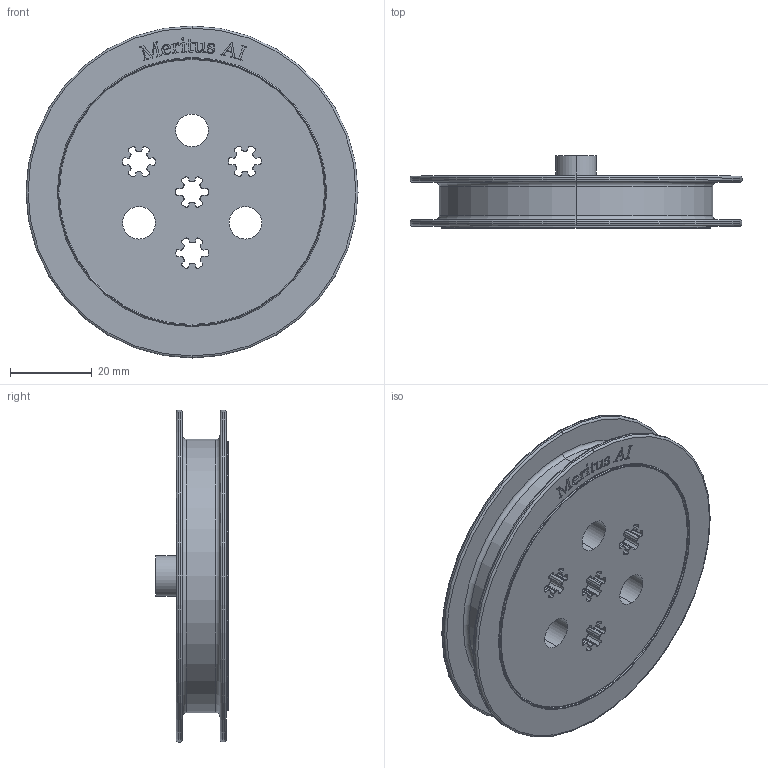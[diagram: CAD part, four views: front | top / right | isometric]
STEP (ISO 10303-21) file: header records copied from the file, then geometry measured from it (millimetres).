
FILE_DESCRIPTION (( 'STEP AP214' ), '1' );
FILE_NAME ('flywheel_big_mod.STEP', '2024-03-18T08:49:24', ( '' ), ( '' ), 'SwSTEP 2.0', 'SolidWorks 2023', '' );
FILE_SCHEMA (( 'AUTOMOTIVE_DESIGN' ));
Length unit declared in the file: millimetre
Products named in the file (1): flywheel_big_mod
Bounding box: 81.4 x 17.75 x 81.4 mm (x, y, z)
Volume: 19003.5 mm3; surface area: 28499 mm2
Topology: 1 solids, 1 shells, 607 faces, 1712 edges, 1136 vertices
Faces by surface type: cylinder 239, plane 212, bspline 140, torus 16
Entity records: 24131 total; most frequent: CARTESIAN_POINT 8828, ORIENTED_EDGE 3424, DIRECTION 2878, EDGE_CURVE 1712, VERTEX_POINT 1136, AXIS2_PLACEMENT_3D 978, LINE 922, VECTOR 922
